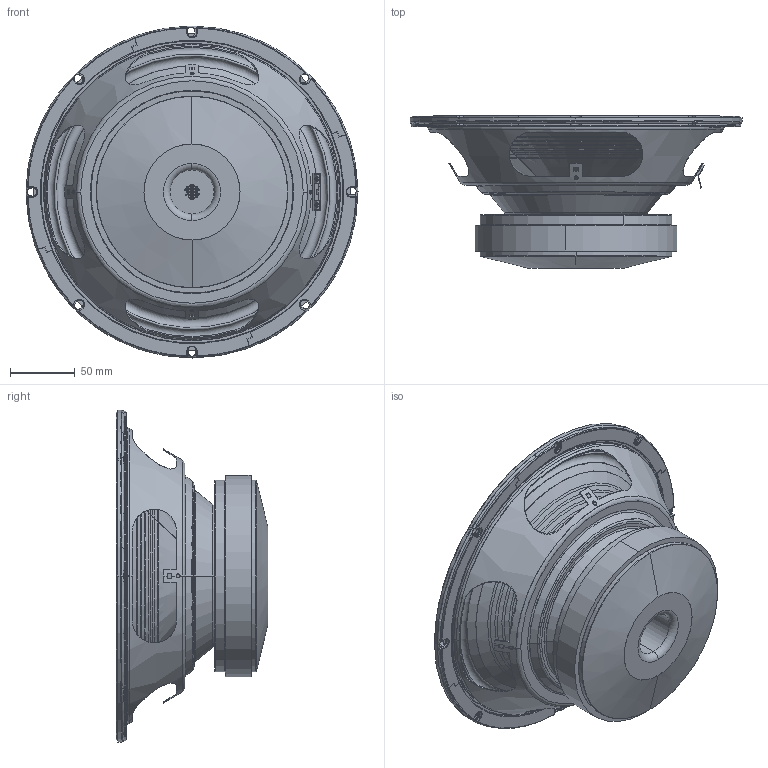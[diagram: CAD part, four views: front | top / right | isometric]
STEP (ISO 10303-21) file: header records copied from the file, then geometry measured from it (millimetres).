
FILE_DESCRIPTION (( 'STEP AP203' ), '1' );
FILE_NAME ('103FINDX8-583A-3D.STEP', '2026-03-02T03:30:43', ( '' ), ( '' ), 'SwSTEP 2.0', 'SolidWorks 2021', '' );
FILE_SCHEMA (( 'CONFIG_CONTROL_DESIGN' ));
Length unit declared in the file: millimetre
Products named in the file (15): 523A-P140-00 Spider; 523A-P021-00 plate; 492A-P161-00 Gasket; Terminal Board_1; 523A-P010-00 Basket; Positive lug_1; 053-P040-00 T-yoke; 523A-P120-00 voice coil; 492A-P160-00 Rear Gasket; 103FINDX8-583A-3D; 523A-P030-00 magnet; 523A-P150-00 dust cap; 033-111 Mesh; 116-102-Terminal; 523A-P110-00 Cone Paper
Assembly tree (21 placements, depth 3):
  103FINDX8-583A-3D
    523A-P010-00 Basket
    033-111 Mesh
    053-P040-00 T-yoke
    116-102-Terminal
      Terminal Board_1
      Positive lug_1  x2
    492A-P160-00 Rear Gasket  x4
    492A-P161-00 Gasket  x4
    523A-P021-00 plate
    523A-P030-00 magnet
    523A-P120-00 voice coil
    523A-P140-00 Spider
    523A-P150-00 dust cap
    523A-P110-00 Cone Paper
Bounding box: 256 x 117.15 x 256 mm (x, y, z)
Volume: 775657.7 mm3; surface area: 475815.4 mm2
Topology: 21 solids, 21 shells, 724 faces, 1896 edges, 1199 vertices
Faces by surface type: cylinder 261, plane 239, torus 120, cone 100, sphere 4
Entity records: 21519 total; most frequent: CARTESIAN_POINT 4812, DIRECTION 3384, ORIENTED_EDGE 3006, EDGE_CURVE 1503, AXIS2_PLACEMENT_3D 1395, VERTEX_POINT 937, CIRCLE 791, EDGE_LOOP 714
